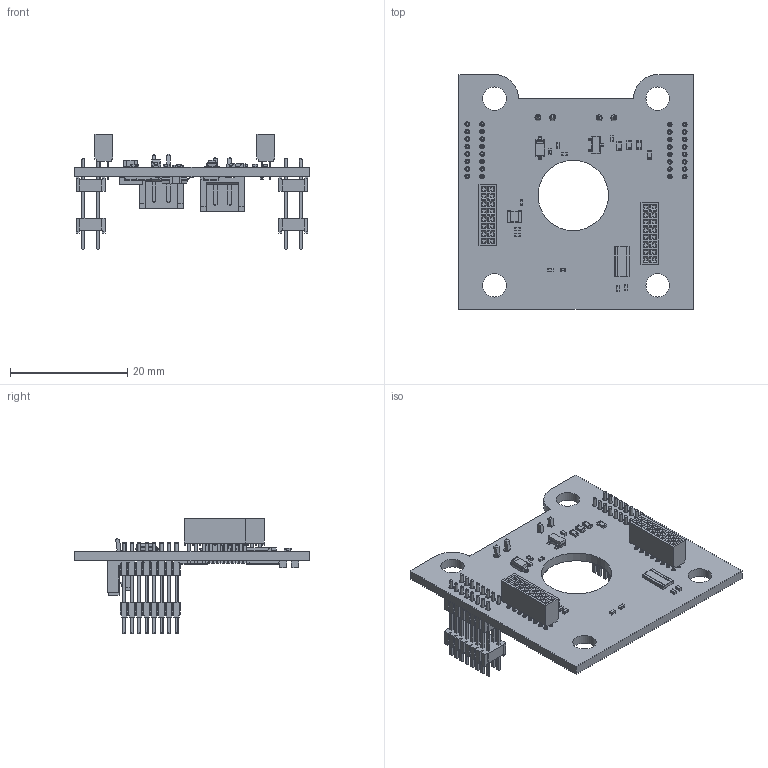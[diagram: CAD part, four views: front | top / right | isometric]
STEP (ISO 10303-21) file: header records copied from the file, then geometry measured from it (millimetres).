
FILE_DESCRIPTION(('FreeCAD Model'),'2;1');
FILE_NAME('Open CASCADE Shape Model','2023-08-02T15:23:08',(''),(''), 'Open CASCADE STEP processor 7.6','FreeCAD','Unknown');
FILE_SCHEMA(('AUTOMOTIVE_DESIGN { 1 0 10303 214 1 1 1 1 }'));
Length unit declared in the file: millimetre
Products named in the file (37): Pass through board; Board_Geoms_acc5; Pcb_acc5; Step_Models_acc5; Top_acc5; R3_R_0402_1005Metric_56d4a9fd4ba5; TH1_JST_B2B_EH_A_f6a6a273d564; C12_C_0402_1005Metric_0b1ab96e52b2; Q1_SOT_23_dbeafb7eea99; R13_R_0603_1608Metric_91901e48a521; D1_D_SOD_123_c6cd2de8e157; R8_R_1020_2550Metric_c199ef26c607; L2_L_1008_2520Metric_610b109e1e11; J1_SFMC-108-01-L-D_b90623596719; C-08-01_spins; SFMC-108-01_socket; Bot_acc5; J8_DWM-08-55-L-D-380_bf05291199b3; DWM-108-D_stacker; T-1M6-08-55-D-380_DWM; ff_C_0805_2012Metric_dde68c5b9ab1; IC5_ASSEMBLY_8cf40798b2a9; Body; PinsArrayLR008; PinsArrayLR; PinsArrayLR001; PinsArrayLR002; PinsArrayLR003; PinsArrayLR004; PinsArrayLR005; PinsArrayLR006; PinsArrayLR007; L3_ASSEMBLY_0d5068dd6bc0; Body001; Pins002; Pins; Pins001
Assembly tree (62 placements, depth 6):
  Pass through board
    Board_Geoms_acc5
      Pcb_acc5
    Step_Models_acc5
      Top_acc5
        R3_R_0402_1005Metric_56d4a9fd4ba5  x2
        TH1_JST_B2B_EH_A_f6a6a273d564  x2
        C12_C_0402_1005Metric_0b1ab96e52b2  x9
        Q1_SOT_23_dbeafb7eea99
        R13_R_0603_1608Metric_91901e48a521  x4
        D1_D_SOD_123_c6cd2de8e157
        R8_R_1020_2550Metric_c199ef26c607
        L2_L_1008_2520Metric_610b109e1e11
        J1_SFMC-108-01-L-D_b90623596719  x2
          C-08-01_spins
          SFMC-108-01_socket
      Bot_acc5
        R3_R_0402_1005Metric_56d4a9fd4ba5  x2
        J8_DWM-08-55-L-D-380_bf05291199b3  x2
          DWM-108-D_stacker
          T-1M6-08-55-D-380_DWM
        ff_C_0805_2012Metric_dde68c5b9ab1  x2
        IC5_ASSEMBLY_8cf40798b2a9
          Body
          PinsArrayLR008
            PinsArrayLR
            PinsArrayLR001
            PinsArrayLR002
            PinsArrayLR003
            PinsArrayLR004
            PinsArrayLR005
            PinsArrayLR006
            PinsArrayLR007
        C12_C_0402_1005Metric_0b1ab96e52b2  x4
        L3_ASSEMBLY_0d5068dd6bc0
          Body001
          Pins002
            Pins
            Pins001
        R8_R_1020_2550Metric_c199ef26c607  x3
Bounding box: 40 x 40 x 19.62 mm (x, y, z)
Volume: 3117 mm3; surface area: 7096.7 mm2
Topology: 55 solids, 55 shells, 3238 faces, 8690 edges, 5674 vertices
Faces by surface type: plane 2737, cylinder 448, bspline 53
Full cylindrical faces by diameter (mm): 0.508 x32, 0.55 x1, 0.65 x32, 0.787 x32, 1 x4, 4 x4, 12 x1
Entity records: 45174 total; most frequent: CARTESIAN_POINT 7533, ORIENTED_EDGE 7132, DIRECTION 6692, EDGE_CURVE 3566, LINE 3018, VECTOR 3018, VERTEX_POINT 2306, AXIS2_PLACEMENT_3D 1837
